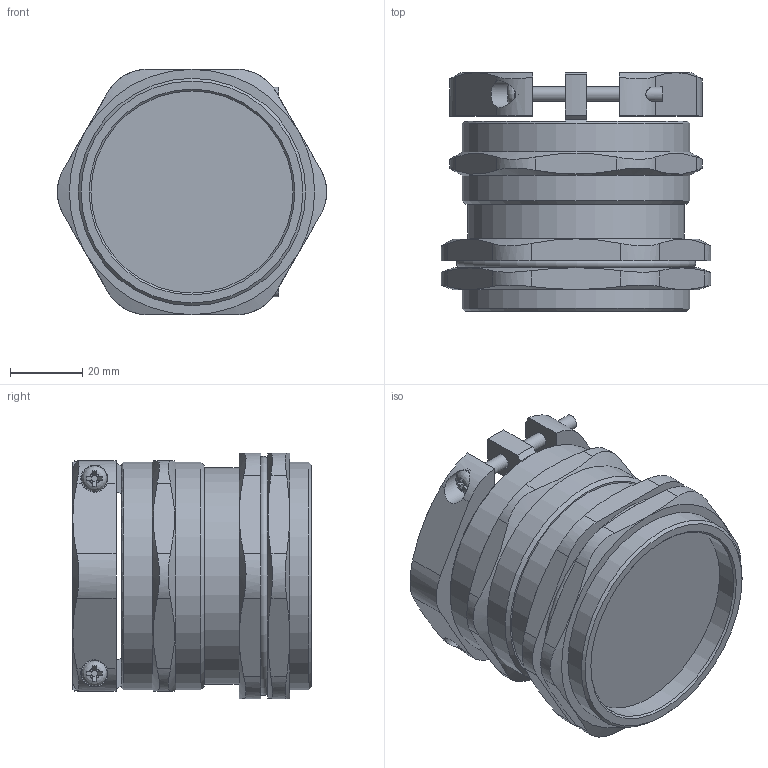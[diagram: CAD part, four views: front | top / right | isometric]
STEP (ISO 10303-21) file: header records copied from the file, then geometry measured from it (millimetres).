
FILE_DESCRIPTION(/* description */ ('ВКХ-ЛР-М63-44-L14'),/* implementation_level */ '2;1');
FILE_NAME(/* name */ '',/* time_stamp */ '2025-07-17T13:47:54+07:00',/* author */ ('zeta-86'),/* organization */ (''),/* preprocessor_version */ 'ST-DEVELOPER v19.2',/* originating_system */ 'Autodesk Inventor 2024',/* authorisation */ '');
FILE_SCHEMA (('AUTOMOTIVE_DESIGN { 1 0 10303 214 3 1 1 }'));
Length unit declared in the file: millimetre
Products named in the file (1): zeta34767
Bounding box: 74.65 x 66.11 x 68 mm (x, y, z)
Volume: 175548.3 mm3; surface area: 30663.1 mm2
Topology: 2 solids, 2 shells, 262 faces, 705 edges, 459 vertices
Faces by surface type: cylinder 88, plane 87, cone 76, torus 9, bspline 2
Full cylindrical faces by diameter (mm): 2.7 x2, 4 x4, 4.5 x4, 7 x2, 7.5 x2, 56 x1, 60 x1, 61.5 x1, 63 x3
Entity records: 8731 total; most frequent: CARTESIAN_POINT 2511, ORIENTED_EDGE 1410, DIRECTION 1218, EDGE_CURVE 705, AXIS2_PLACEMENT_3D 479, VERTEX_POINT 459, EDGE_LOOP 281, FACE_OUTER_BOUND 262
